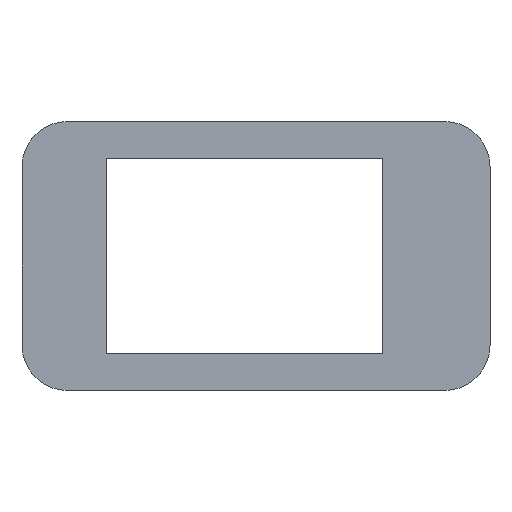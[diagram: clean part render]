
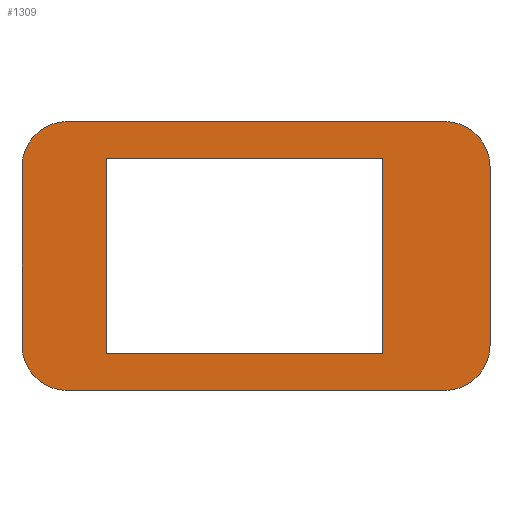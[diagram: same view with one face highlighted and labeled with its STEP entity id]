
A CAD part, top view. The second image highlights one B-rep face of the part: STEP entity #1309.
In plain terms, the highlighted planar face has unit normal (0, 0, 1).
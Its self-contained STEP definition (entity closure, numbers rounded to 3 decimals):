
#17=FACE_BOUND('',#276,.T.);
#91=CIRCLE('',#1457,10.);
#92=CIRCLE('',#1460,10.);
#93=CIRCLE('',#1463,10.);
#94=CIRCLE('',#1466,10.);
#201=FACE_OUTER_BOUND('',#275,.T.);
#275=EDGE_LOOP('',(#1155,#1156,#1157,#1158,#1159,#1160,#1161,#1162));
#276=EDGE_LOOP('',(#1163,#1164,#1165,#1166));
#377=LINE('',#2209,#493);
#380=LINE('',#2215,#496);
#383=LINE('',#2221,#499);
#386=LINE('',#2225,#502);
#388=LINE('',#2230,#504);
#391=LINE('',#2238,#507);
#394=LINE('',#2246,#510);
#397=LINE('',#2254,#513);
#493=VECTOR('',#1819,10.);
#496=VECTOR('',#1824,10.);
#499=VECTOR('',#1829,10.);
#502=VECTOR('',#1834,10.);
#504=VECTOR('',#1838,10.);
#507=VECTOR('',#1847,10.);
#510=VECTOR('',#1856,10.);
#513=VECTOR('',#1865,10.);
#625=VERTEX_POINT('',#2206);
#626=VERTEX_POINT('',#2208);
#628=VERTEX_POINT('',#2214);
#630=VERTEX_POINT('',#2220);
#631=VERTEX_POINT('',#2227);
#632=VERTEX_POINT('',#2229);
#633=VERTEX_POINT('',#2233);
#634=VERTEX_POINT('',#2237);
#635=VERTEX_POINT('',#2241);
#636=VERTEX_POINT('',#2245);
#637=VERTEX_POINT('',#2249);
#638=VERTEX_POINT('',#2253);
#801=EDGE_CURVE('',#626,#625,#377,.F.);
#804=EDGE_CURVE('',#628,#626,#380,.F.);
#807=EDGE_CURVE('',#630,#628,#383,.F.);
#810=EDGE_CURVE('',#625,#630,#386,.F.);
#812=EDGE_CURVE('',#632,#631,#388,.T.);
#814=EDGE_CURVE('',#633,#632,#91,.T.);
#816=EDGE_CURVE('',#634,#633,#391,.T.);
#818=EDGE_CURVE('',#635,#634,#92,.T.);
#820=EDGE_CURVE('',#636,#635,#394,.T.);
#822=EDGE_CURVE('',#637,#636,#93,.T.);
#824=EDGE_CURVE('',#638,#637,#397,.T.);
#826=EDGE_CURVE('',#631,#638,#94,.T.);
#1155=ORIENTED_EDGE('',*,*,#826,.T.);
#1156=ORIENTED_EDGE('',*,*,#824,.T.);
#1157=ORIENTED_EDGE('',*,*,#822,.T.);
#1158=ORIENTED_EDGE('',*,*,#820,.T.);
#1159=ORIENTED_EDGE('',*,*,#818,.T.);
#1160=ORIENTED_EDGE('',*,*,#816,.T.);
#1161=ORIENTED_EDGE('',*,*,#814,.T.);
#1162=ORIENTED_EDGE('',*,*,#812,.T.);
#1163=ORIENTED_EDGE('',*,*,#810,.T.);
#1164=ORIENTED_EDGE('',*,*,#807,.T.);
#1165=ORIENTED_EDGE('',*,*,#804,.T.);
#1166=ORIENTED_EDGE('',*,*,#801,.T.);
#1237=PLANE('',#1467);
#1309=ADVANCED_FACE('',(#201,#17),#1237,.T.);
#1457=AXIS2_PLACEMENT_3D('',#2234,#1842,#1843);
#1460=AXIS2_PLACEMENT_3D('',#2242,#1851,#1852);
#1463=AXIS2_PLACEMENT_3D('',#2250,#1860,#1861);
#1466=AXIS2_PLACEMENT_3D('',#2257,#1869,#1870);
#1467=AXIS2_PLACEMENT_3D('',#2258,#1871,#1872);
#1819=DIRECTION('',(1.,0.,0.));
#1824=DIRECTION('',(0.,1.,0.));
#1829=DIRECTION('',(-1.,0.,0.));
#1834=DIRECTION('',(0.,-1.,0.));
#1838=DIRECTION('',(0.,-1.,0.));
#1842=DIRECTION('center_axis',(0.,0.,1.));
#1843=DIRECTION('ref_axis',(0.,1.,0.));
#1847=DIRECTION('',(-1.,0.,0.));
#1851=DIRECTION('center_axis',(0.,0.,1.));
#1852=DIRECTION('ref_axis',(1.,0.,0.));
#1856=DIRECTION('',(0.,1.,0.));
#1860=DIRECTION('center_axis',(0.,0.,1.));
#1861=DIRECTION('ref_axis',(0.,-1.,0.));
#1865=DIRECTION('',(1.,0.,0.));
#1869=DIRECTION('center_axis',(0.,0.,1.));
#1870=DIRECTION('ref_axis',(-1.,0.,0.));
#1871=DIRECTION('center_axis',(0.,0.,1.));
#1872=DIRECTION('ref_axis',(1.,0.,0.));
#2206=CARTESIAN_POINT('',(-29.8,-21.5,3.8));
#2208=CARTESIAN_POINT('',(31.2,-21.5,3.8));
#2209=CARTESIAN_POINT('',(16.7,-21.5,3.8));
#2214=CARTESIAN_POINT('',(31.2,21.5,3.8));
#2215=CARTESIAN_POINT('',(31.2,10.5,3.8));
#2220=CARTESIAN_POINT('',(-29.8,21.5,3.8));
#2221=CARTESIAN_POINT('',(-12.8,21.5,3.8));
#2225=CARTESIAN_POINT('',(-29.8,-10.5,3.8));
#2227=CARTESIAN_POINT('',(-48.4,-19.65,3.8));
#2229=CARTESIAN_POINT('',(-48.4,19.65,3.8));
#2230=CARTESIAN_POINT('',(-48.4,19.65,3.8));
#2233=CARTESIAN_POINT('',(-38.4,29.65,3.8));
#2234=CARTESIAN_POINT('Origin',(-38.4,19.65,3.8));
#2237=CARTESIAN_POINT('',(44.8,29.65,3.8));
#2238=CARTESIAN_POINT('',(44.8,29.65,3.8));
#2241=CARTESIAN_POINT('',(54.8,19.65,3.8));
#2242=CARTESIAN_POINT('Origin',(44.8,19.65,3.8));
#2245=CARTESIAN_POINT('',(54.8,-19.65,3.8));
#2246=CARTESIAN_POINT('',(54.8,-19.65,3.8));
#2249=CARTESIAN_POINT('',(44.8,-29.65,3.8));
#2250=CARTESIAN_POINT('Origin',(44.8,-19.65,3.8));
#2253=CARTESIAN_POINT('',(-38.4,-29.65,3.8));
#2254=CARTESIAN_POINT('',(-38.4,-29.65,3.8));
#2257=CARTESIAN_POINT('Origin',(-38.4,-19.65,3.8));
#2258=CARTESIAN_POINT('Origin',(3.2,0.,3.8));
